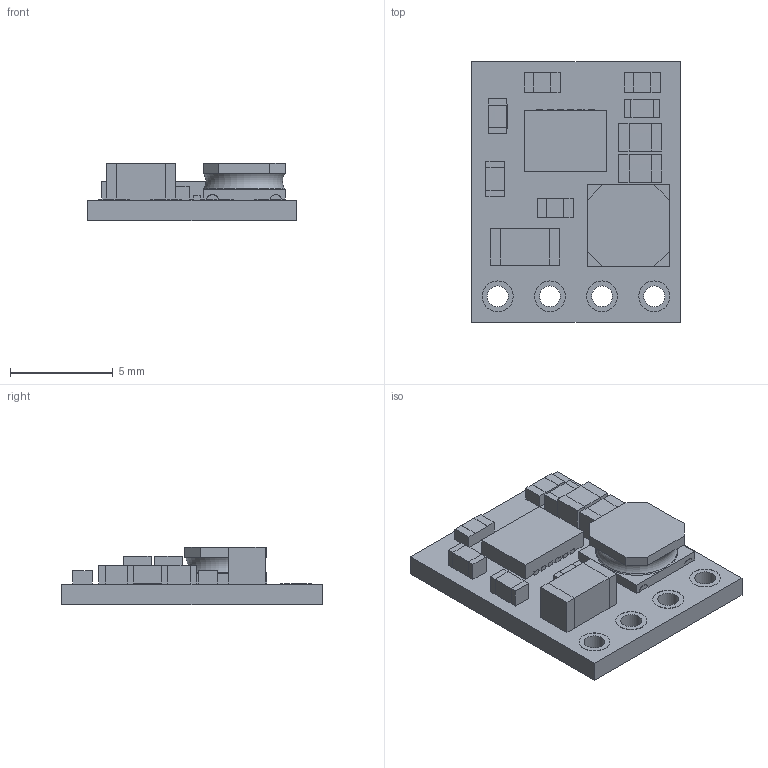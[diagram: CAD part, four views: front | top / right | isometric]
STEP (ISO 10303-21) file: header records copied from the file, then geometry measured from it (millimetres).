
FILE_DESCRIPTION(/* description */ (''),/* implementation_level */ '2;1');
FILE_NAME(/* name */ 'd24v5fx-step-down-voltage-regulator.step',/* time_stamp */ '2021-02-25T21:09:48-08:00',/* author */ (''),/* organization */ (''),/* preprocessor_version */ 'ST-DEVELOPER v18.1',/* originating_system */ 'Autodesk Translation Framework v9.7.1.1290',/* authorisation */ '');
FILE_SCHEMA (('AUTOMOTIVE_DESIGN { 1 0 10303 214 3 1 1 }'));
Length unit declared in the file: millimetre
Products named in the file (1): d24v5fx-step-down-voltage-regulator
Bounding box: 10.16 x 12.7 x 2.82 mm (x, y, z)
Volume: 189 mm3; surface area: 425.3 mm2
Topology: 1 solids, 1 shells, 588 faces, 1600 edges, 1056 vertices
Faces by surface type: plane 408, bspline 161, cylinder 17, torus 1, cone 1
Full cylindrical faces by diameter (mm): 1.016 x4, 1.5 x4
Entity records: 24674 total; most frequent: CARTESIAN_POINT 10159, ORIENTED_EDGE 3200, DIRECTION 2179, EDGE_CURVE 1600, LINE 1195, VECTOR 1195, VERTEX_POINT 1056, EDGE_LOOP 662
